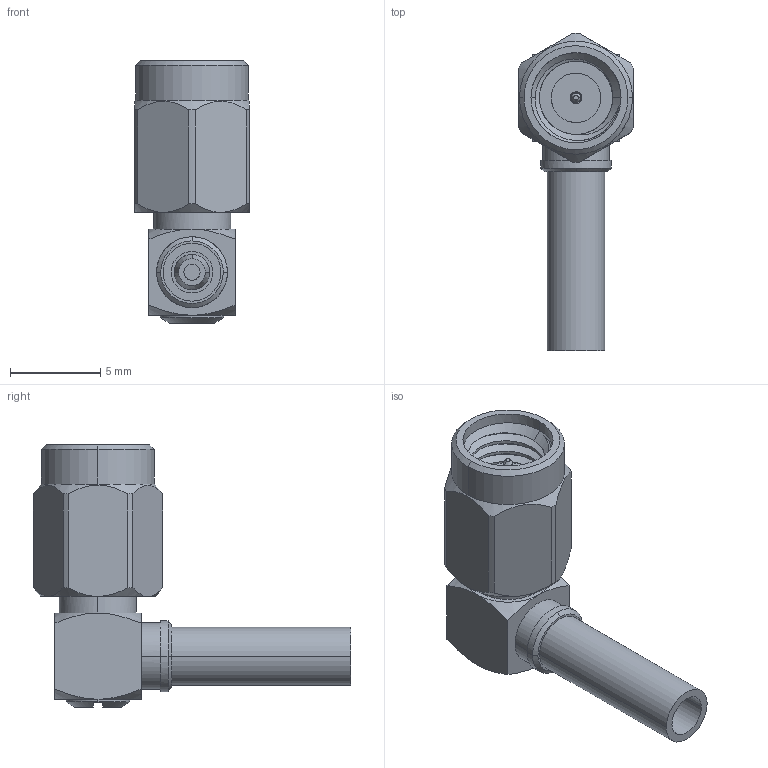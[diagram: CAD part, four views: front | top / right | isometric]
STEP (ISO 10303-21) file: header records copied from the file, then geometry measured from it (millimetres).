
FILE_DESCRIPTION (( 'STEP AP203' ), '1' );
FILE_NAME ('FMCN1853_3D.STEP', '2022-02-16T22:38:27', ( '' ), ( '' ), 'SwSTEP 2.0', 'SolidWorks 2021', '' );
FILE_SCHEMA (( 'CONFIG_CONTROL_DESIGN' ));
Length unit declared in the file: inch
Products named in the file (1): FMCN1853_3D
Bounding box: 6.35 x 17.55 x 14.5 mm (x, y, z)
Volume: 425.7 mm3; surface area: 694.4 mm2
Topology: 2 solids, 2 shells, 102 faces, 233 edges, 146 vertices
Faces by surface type: cylinder 40, cone 30, plane 29, bspline 3
Entity records: 4958 total; most frequent: CARTESIAN_POINT 2820, ORIENTED_EDGE 466, DIRECTION 351, EDGE_CURVE 233, VERTEX_POINT 146, AXIS2_PLACEMENT_3D 141, EDGE_LOOP 115, B_SPLINE_CURVE_WITH_KNOTS 106
